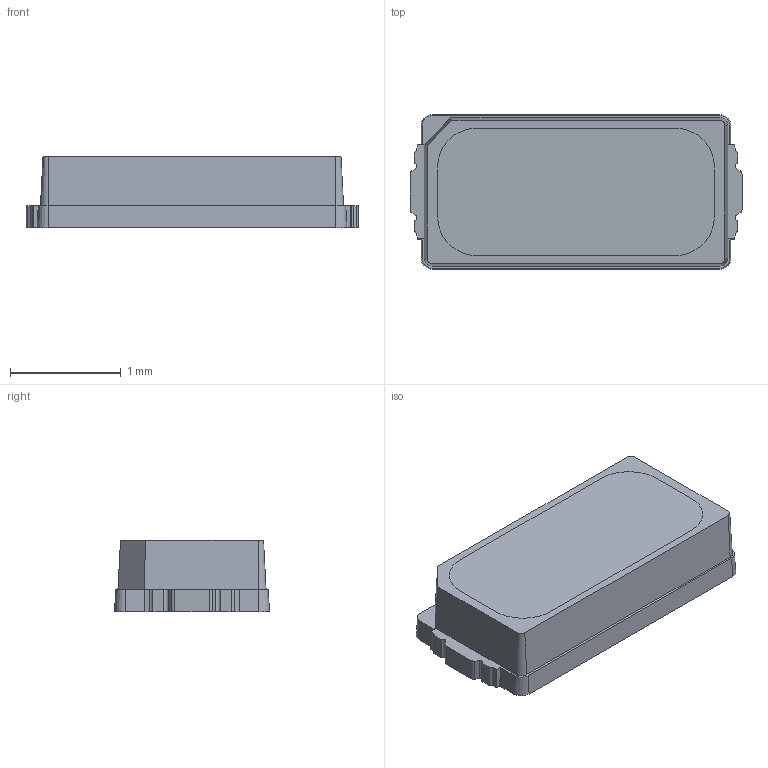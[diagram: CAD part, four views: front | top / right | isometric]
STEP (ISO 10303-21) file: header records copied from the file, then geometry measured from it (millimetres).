
FILE_DESCRIPTION(/* description */ ('Unknown'),/* implementation_level */ '2;1');
FILE_NAME(/* name */ '1583012xxA',/* time_stamp */ '2019-08-27T09:53:39+02:00',/* author */ ('Unknown'),/* organization */ ('Unknown'),/* preprocessor_version */ 'ST-DEVELOPER v16.7',/* originating_system */ 'DEX',/* authorisation */ $);
FILE_SCHEMA (('AUTOMOTIVE_DESIGN {1 0 10303 214 3 1 1}'));
Length unit declared in the file: millimetre
Products named in the file (4): 1583012xxA; Body; Pins; Glue
Assembly tree (3 placements, depth 2):
  1583012xxA
    Body
    Pins
    Glue
Bounding box: 3 x 1.4 x 0.65 mm (x, y, z)
Volume: 2.4 mm3; surface area: 31.4 mm2
Topology: 4 solids, 4 shells, 128 faces, 346 edges, 230 vertices
Faces by surface type: plane 69, cylinder 52, cone 7
Full cylindrical faces by diameter (mm): 0.375 x4
Entity records: 4574 total; most frequent: DIRECTION 722, CARTESIAN_POINT 700, ORIENTED_EDGE 680, EDGE_CURVE 340, AXIS2_PLACEMENT_3D 250, VERTEX_POINT 228, LINE 222, VECTOR 222
